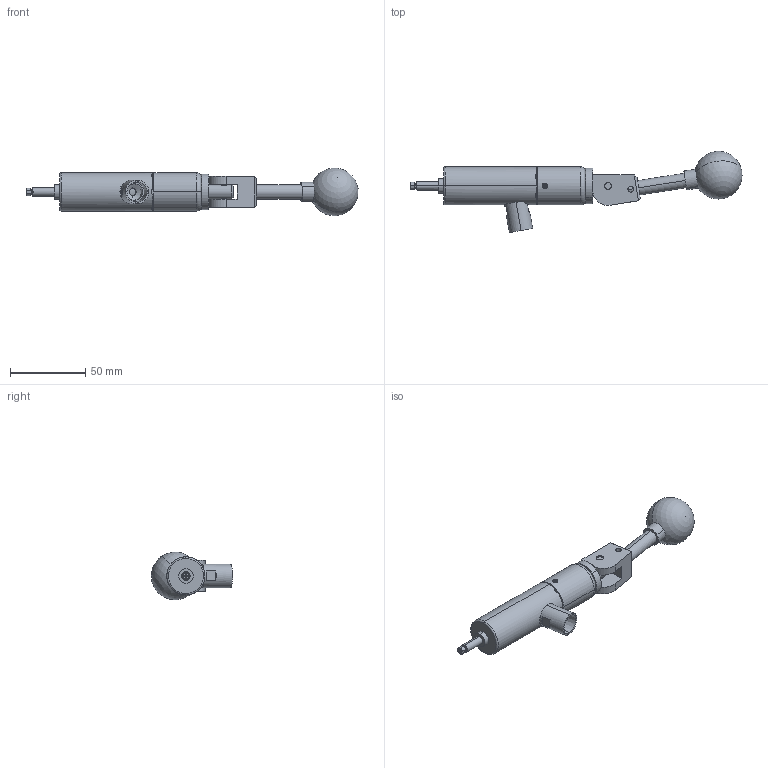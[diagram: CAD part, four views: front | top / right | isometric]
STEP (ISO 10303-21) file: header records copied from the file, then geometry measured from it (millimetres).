
FILE_DESCRIPTION (( 'STEP AP214' ), '1' );
FILE_NAME ('CTSC-003435.STEP', '2025-07-28T18:48:25', ( '' ), ( '' ), 'SwSTEP 2.0', 'SolidWorks 2023', '' );
FILE_SCHEMA (( 'AUTOMOTIVE_DESIGN' ));
Length unit declared in the file: inch
Products named in the file (1): CTSC-003435
Bounding box: 220.94 x 54.02 x 31.66 mm (x, y, z)
Volume: 80361.4 mm3; surface area: 22864.3 mm2
Topology: 7 solids, 7 shells, 258 faces, 609 edges, 379 vertices
Faces by surface type: cylinder 108, plane 92, cone 44, torus 9, bspline 3, sphere 2
Entity records: 11918 total; most frequent: CARTESIAN_POINT 2832, DIRECTION 1233, ORIENTED_EDGE 1204, EDGE_CURVE 602, AXIS2_PLACEMENT_3D 502, VERTEX_POINT 376, EDGE_LOOP 290, FACE_OUTER_BOUND 258
